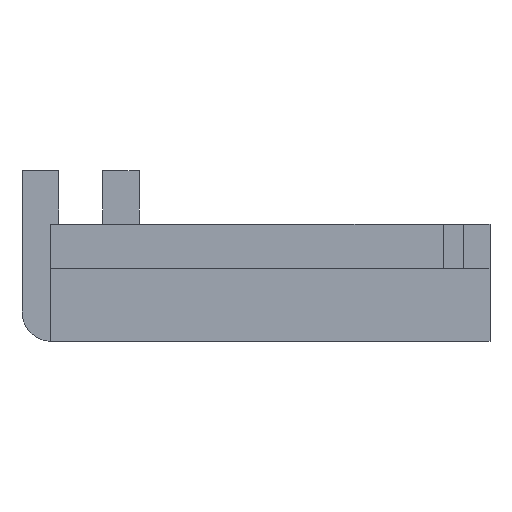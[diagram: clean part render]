
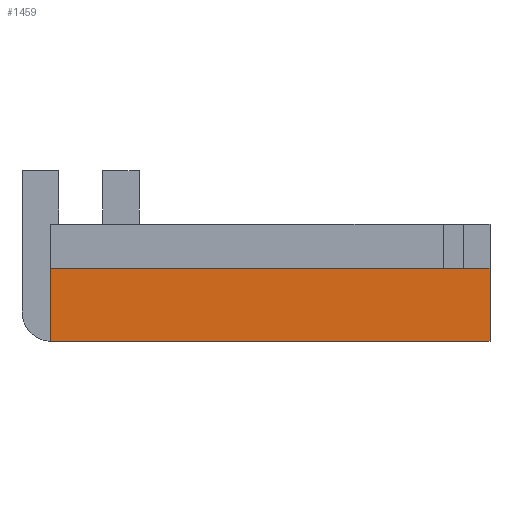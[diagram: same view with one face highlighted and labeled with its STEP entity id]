
A CAD part, front view. The second image highlights one B-rep face of the part: STEP entity #1459.
In plain terms, the highlighted face is planar.
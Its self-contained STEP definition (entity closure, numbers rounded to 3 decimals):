
#50=LINE('',#2080,#218);
#73=LINE('',#2267,#241);
#79=LINE('',#2279,#247);
#80=LINE('',#2280,#248);
#218=VECTOR('',#1671,10.);
#241=VECTOR('',#1764,10.);
#247=VECTOR('',#1772,10.);
#248=VECTOR('',#1773,10.);
#390=PLANE('',#1574);
#455=FACE_OUTER_BOUND('',#535,.T.);
#535=EDGE_LOOP('',(#1097,#1098,#1099,#1100,#1101));
#620=CIRCLE('',#1568,1.);
#645=VERTEX_POINT('',#2074);
#647=VERTEX_POINT('',#2078);
#675=VERTEX_POINT('',#2240);
#685=VERTEX_POINT('',#2266);
#690=VERTEX_POINT('',#2278);
#793=EDGE_CURVE('',#647,#645,#50,.T.);
#830=EDGE_CURVE('',#645,#675,#620,.T.);
#843=EDGE_CURVE('',#685,#675,#73,.T.);
#849=EDGE_CURVE('',#690,#647,#79,.T.);
#850=EDGE_CURVE('',#690,#685,#80,.T.);
#1097=ORIENTED_EDGE('',*,*,#830,.F.);
#1098=ORIENTED_EDGE('',*,*,#793,.F.);
#1099=ORIENTED_EDGE('',*,*,#849,.F.);
#1100=ORIENTED_EDGE('',*,*,#850,.T.);
#1101=ORIENTED_EDGE('',*,*,#843,.T.);
#1459=ADVANCED_FACE('',(#455),#390,.T.);
#1568=AXIS2_PLACEMENT_3D('',#2241,#1742,#1743);
#1574=AXIS2_PLACEMENT_3D('',#2277,#1770,#1771);
#1671=DIRECTION('',(-1.,0.,0.));
#1742=DIRECTION('center_axis',(0.,0.,1.));
#1743=DIRECTION('ref_axis',(-0.707,0.707,0.));
#1764=DIRECTION('',(0.,1.,0.));
#1770=DIRECTION('center_axis',(0.,0.,-1.));
#1771=DIRECTION('ref_axis',(-1.,0.,0.));
#1772=DIRECTION('',(0.,1.,0.));
#1773=DIRECTION('',(-1.,0.,0.));
#2074=CARTESIAN_POINT('',(-33.475,0.773,-10.));
#2078=CARTESIAN_POINT('',(-18.5,0.773,-10.));
#2080=CARTESIAN_POINT('',(-18.5,0.773,-10.));
#2240=CARTESIAN_POINT('',(-33.5,0.773,-10.));
#2241=CARTESIAN_POINT('Origin',(-33.475,-0.227,-10.));
#2266=CARTESIAN_POINT('',(-33.5,-1.727,-10.));
#2267=CARTESIAN_POINT('',(-33.5,-1.727,-10.));
#2277=CARTESIAN_POINT('Origin',(-18.5,-1.727,-10.));
#2278=CARTESIAN_POINT('',(-18.5,-1.727,-10.));
#2279=CARTESIAN_POINT('',(-18.5,-1.727,-10.));
#2280=CARTESIAN_POINT('',(-18.5,-1.727,-10.));
